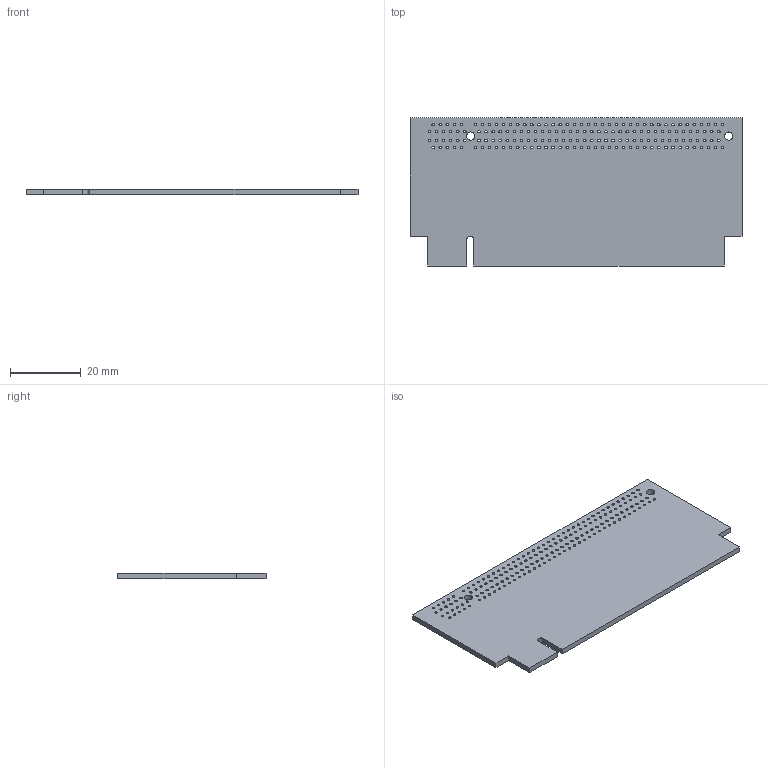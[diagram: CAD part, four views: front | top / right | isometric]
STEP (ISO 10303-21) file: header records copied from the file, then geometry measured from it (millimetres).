
FILE_DESCRIPTION(('Open CASCADE Model'),'2;1');
FILE_NAME('Open CASCADE Shape Model','2017-02-14T14:47:57',('Author'),( 'Open CASCADE'),'Open CASCADE STEP processor 6.8','Open CASCADE 6.8' ,'Unknown');
FILE_SCHEMA(('AUTOMOTIVE_DESIGN { 1 0 10303 214 1 1 1 1 }'));
Length unit declared in the file: millimetre
Products named in the file (2): PCB; Board
Assembly tree (1 placements, depth 2):
  PCB
    Board
Bounding box: 94.1 x 41.96 x 1.59 mm (x, y, z)
Volume: 5987.6 mm3; surface area: 8603.9 mm2
Topology: 1 solids, 1 shells, 180 faces, 534 edges, 356 vertices
Faces by surface type: cylinder 167, plane 13
Full cylindrical faces by diameter (mm): 0.7 x164, 2.35 x2
Entity records: 14879 total; most frequent: CARTESIAN_POINT 4144, DIRECTION 1966, ORIENTED_EDGE 1068, PCURVE 1068, DEFINITIONAL_REPRESENTATION 1068, LINE 934, VECTOR 934, EDGE_CURVE 534
